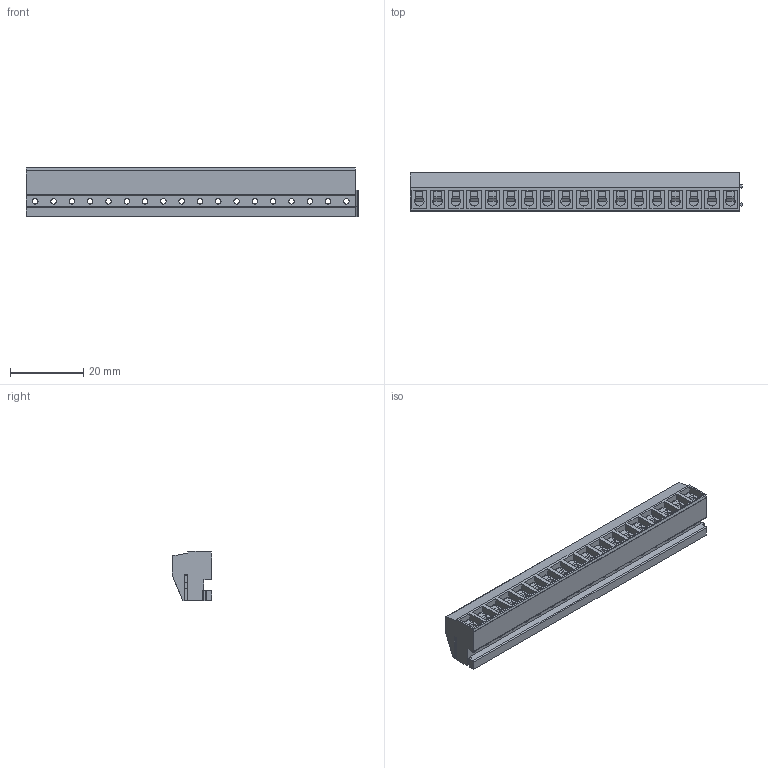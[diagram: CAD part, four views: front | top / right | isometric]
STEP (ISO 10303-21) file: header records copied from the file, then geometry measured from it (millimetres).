
FILE_DESCRIPTION((''),'2;1');
FILE_NAME('PRT0329','2024-11-20T14:18:51',('sheji'),(''),'CREO PARAMETRIC BY PTC INC, 2018100','CREO PARAMETRIC BY PTC INC, 2018100','');
FILE_SCHEMA(('CONFIG_CONTROL_DESIGN'));
Length unit declared in the file: millimetre
Products named in the file (1): PRT0329
Bounding box: 90.7 x 10.8 x 13.5 mm (x, y, z)
Volume: 8357 mm3; surface area: 8625 mm2
Topology: 1 solids, 1 shells, 1027 faces, 2970 edges, 1979 vertices
Faces by surface type: plane 612, cylinder 415
Entity records: 34784 total; most frequent: CARTESIAN_POINT 6810, ORIENTED_EDGE 5940, DIRECTION 5786, EDGE_CURVE 2970, VECTOR 1996, LINE 1996, VERTEX_POINT 1979, AXIS2_PLACEMENT_3D 1895
